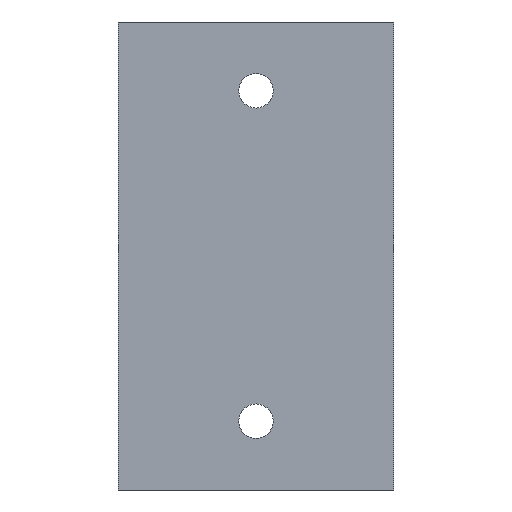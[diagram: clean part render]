
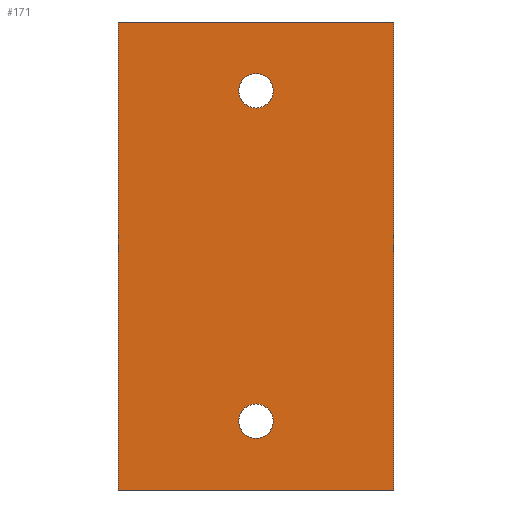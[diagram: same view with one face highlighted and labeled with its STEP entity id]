
A CAD part, front view. The second image highlights one B-rep face of the part: STEP entity #171.
In plain terms, the highlighted planar face has unit normal (0, -1, 0).
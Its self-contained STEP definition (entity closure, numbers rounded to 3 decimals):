
#11 = ORIENTED_EDGE ( 'NONE', *, *, #134, .T. ) ;
#32 = EDGE_CURVE ( 'NONE', #137, #467, #360, .T. ) ;
#33 = DIRECTION ( 'NONE',  ( 0., 0., 1. ) ) ;
#38 = DIRECTION ( 'NONE',  ( 0., 1., 0. ) ) ;
#46 = CARTESIAN_POINT ( 'NONE',  ( 20., 0., 34. ) ) ;
#56 = EDGE_LOOP ( 'NONE', ( #539, #423, #436, #293 ) ) ;
#89 = DIRECTION ( 'NONE',  ( 0., 0., -1. ) ) ;
#101 = CARTESIAN_POINT ( 'NONE',  ( 10., 0., 5. ) ) ;
#103 = DIRECTION ( 'NONE',  ( 0., 0., -1. ) ) ;
#118 = DIRECTION ( 'NONE',  ( 0., 0., 1. ) ) ;
#134 = EDGE_CURVE ( 'NONE', #467, #137, #767, .T. ) ;
#136 = DIRECTION ( 'NONE',  ( 0., 1., 0. ) ) ;
#137 = VERTEX_POINT ( 'NONE', #305 ) ;
#140 = CARTESIAN_POINT ( 'NONE',  ( 10., 0., 5. ) ) ;
#152 = LINE ( 'NONE', #728, #169 ) ;
#169 = VECTOR ( 'NONE', #769, 1000. ) ;
#171 = ADVANCED_FACE ( 'NONE', ( #571, #590, #744 ), #747, .F. ) ;
#216 = CARTESIAN_POINT ( 'NONE',  ( 10., 0., 29. ) ) ;
#268 = LINE ( 'NONE', #549, #656 ) ;
#289 = VERTEX_POINT ( 'NONE', #578 ) ;
#293 = ORIENTED_EDGE ( 'NONE', *, *, #558, .T. ) ;
#305 = CARTESIAN_POINT ( 'NONE',  ( 10., 0., 27.75 ) ) ;
#326 = CARTESIAN_POINT ( 'NONE',  ( 10., 0., 30.25 ) ) ;
#349 = AXIS2_PLACEMENT_3D ( 'NONE', #216, #566, #697 ) ;
#360 = CIRCLE ( 'NONE', #349, 1.25 ) ;
#371 = DIRECTION ( 'NONE',  ( 0., 0., 1. ) ) ;
#398 = VERTEX_POINT ( 'NONE', #782 ) ;
#406 = DIRECTION ( 'NONE',  ( 1., 0., 0. ) ) ;
#423 = ORIENTED_EDGE ( 'NONE', *, *, #527, .F. ) ;
#436 = ORIENTED_EDGE ( 'NONE', *, *, #704, .F. ) ;
#443 = DIRECTION ( 'NONE',  ( 0., 1., 0. ) ) ;
#445 = VECTOR ( 'NONE', #103, 1000. ) ;
#448 = VERTEX_POINT ( 'NONE', #696 ) ;
#449 = CARTESIAN_POINT ( 'NONE',  ( 0., 0., 34. ) ) ;
#457 = EDGE_LOOP ( 'NONE', ( #799, #647 ) ) ;
#462 = CARTESIAN_POINT ( 'NONE',  ( 0., 0., 34. ) ) ;
#465 = LINE ( 'NONE', #46, #445 ) ;
#467 = VERTEX_POINT ( 'NONE', #326 ) ;
#475 = AXIS2_PLACEMENT_3D ( 'NONE', #140, #136, #118 ) ;
#477 = EDGE_CURVE ( 'NONE', #398, #448, #491, .T. ) ;
#478 = DIRECTION ( 'NONE',  ( 0., 1., 0. ) ) ;
#479 = AXIS2_PLACEMENT_3D ( 'NONE', #449, #443, #763 ) ;
#491 = CIRCLE ( 'NONE', #717, 1.25 ) ;
#527 = EDGE_CURVE ( 'NONE', #531, #562, #465, .T. ) ;
#531 = VERTEX_POINT ( 'NONE', #680 ) ;
#539 = ORIENTED_EDGE ( 'NONE', *, *, #633, .T. ) ;
#549 = CARTESIAN_POINT ( 'NONE',  ( 0., 0., 34. ) ) ;
#558 = EDGE_CURVE ( 'NONE', #816, #289, #268, .T. ) ;
#562 = VERTEX_POINT ( 'NONE', #674 ) ;
#566 = DIRECTION ( 'NONE',  ( 0., 1., 0. ) ) ;
#571 = FACE_BOUND ( 'NONE', #808, .T. ) ;
#578 = CARTESIAN_POINT ( 'NONE',  ( 0., 0., 0. ) ) ;
#582 = VECTOR ( 'NONE', #406, 1000. ) ;
#590 = FACE_BOUND ( 'NONE', #457, .T. ) ;
#603 = AXIS2_PLACEMENT_3D ( 'NONE', #739, #38, #371 ) ;
#633 = EDGE_CURVE ( 'NONE', #289, #562, #152, .T. ) ;
#641 = CARTESIAN_POINT ( 'NONE',  ( 0., 0., 34. ) ) ;
#647 = ORIENTED_EDGE ( 'NONE', *, *, #781, .T. ) ;
#656 = VECTOR ( 'NONE', #89, 1000. ) ;
#674 = CARTESIAN_POINT ( 'NONE',  ( 20., 0., 0. ) ) ;
#680 = CARTESIAN_POINT ( 'NONE',  ( 20., 0., 34. ) ) ;
#696 = CARTESIAN_POINT ( 'NONE',  ( 10., 0., 3.75 ) ) ;
#697 = DIRECTION ( 'NONE',  ( 0., 0., 1. ) ) ;
#704 = EDGE_CURVE ( 'NONE', #816, #531, #777, .T. ) ;
#717 = AXIS2_PLACEMENT_3D ( 'NONE', #101, #478, #33 ) ;
#728 = CARTESIAN_POINT ( 'NONE',  ( 0., 0., 0. ) ) ;
#739 = CARTESIAN_POINT ( 'NONE',  ( 10., 0., 29. ) ) ;
#744 = FACE_OUTER_BOUND ( 'NONE', #56, .T. ) ;
#747 = PLANE ( 'NONE',  #479 ) ;
#749 = ORIENTED_EDGE ( 'NONE', *, *, #32, .T. ) ;
#753 = CIRCLE ( 'NONE', #475, 1.25 ) ;
#763 = DIRECTION ( 'NONE',  ( 0., 0., 1. ) ) ;
#767 = CIRCLE ( 'NONE', #603, 1.25 ) ;
#769 = DIRECTION ( 'NONE',  ( 1., 0., 0. ) ) ;
#777 = LINE ( 'NONE', #462, #582 ) ;
#781 = EDGE_CURVE ( 'NONE', #448, #398, #753, .T. ) ;
#782 = CARTESIAN_POINT ( 'NONE',  ( 10., 0., 6.25 ) ) ;
#799 = ORIENTED_EDGE ( 'NONE', *, *, #477, .T. ) ;
#808 = EDGE_LOOP ( 'NONE', ( #11, #749 ) ) ;
#816 = VERTEX_POINT ( 'NONE', #641 ) ;
